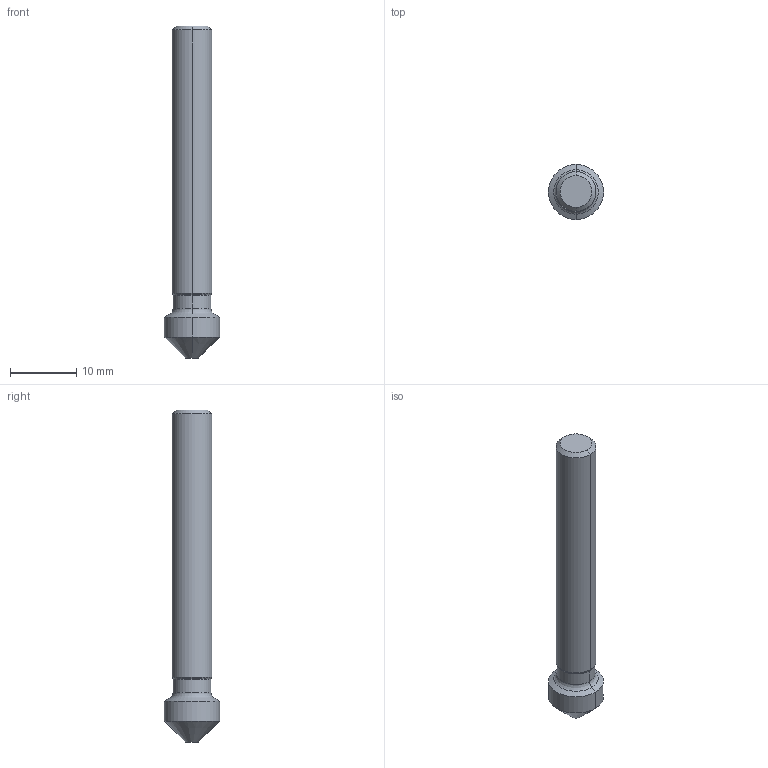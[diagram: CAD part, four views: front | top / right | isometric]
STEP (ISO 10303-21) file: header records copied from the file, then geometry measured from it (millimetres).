
FILE_DESCRIPTION((''),'2;1');
FILE_NAME('607282721-000-00-E43','2019-08-02T16:13:38',('winkhartd'),(''),'CREO PARAMETRIC BY PTC INC, 2018300','CREO PARAMETRIC BY PTC INC, 2018300','');
FILE_SCHEMA(('AP242_MANAGED_MODEL_BASED_3D_ENGINEERING_MIM_LF { 1 0 10303 442 1 1 4 }'));
Length unit declared in the file: millimetre
Products named in the file (1): 607282721-000-00-E43
Bounding box: 8.3 x 8.3 x 50 mm (x, y, z)
Volume: 1474.1 mm3; surface area: 1016.4 mm2
Topology: 1 solids, 1 shells, 20 faces, 69 edges, 55 vertices
Faces by surface type: cone 8, cylinder 6, torus 4, plane 2
Entity records: 1179 total; most frequent: DIRECTION 147, CARTESIAN_POINT 116, PRESENTATION_STYLE_ASSIGNMENT 78, ORIENTED_EDGE 76, STYLED_ITEM 73, CURVE_STYLE 72, AXIS2_PLACEMENT_3D 54, VECTOR 39
